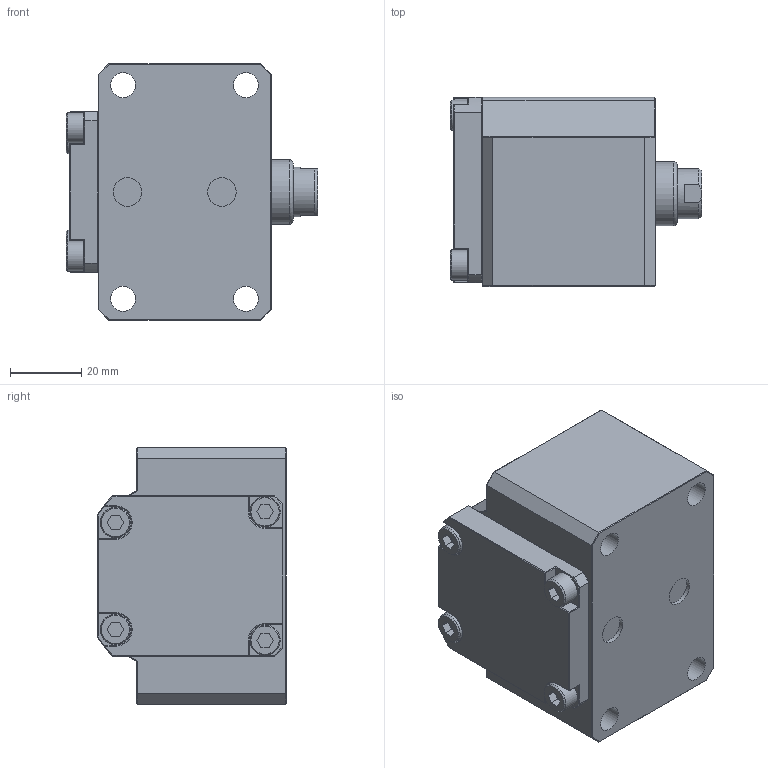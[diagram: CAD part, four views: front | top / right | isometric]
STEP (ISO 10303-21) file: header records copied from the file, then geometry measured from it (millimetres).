
FILE_DESCRIPTION(/* description */ ('Unknown'),/* implementation_level */ '2;1');
FILE_NAME(/* name */ 'HP-40-13',/* time_stamp */ '2023-06-01T11:08:07+06:00',/* author */ ('Unknown'),/* organization */ ('Unknown'),/* preprocessor_version */ 'ST-DEVELOPER v16.7',/* originating_system */ 'DEX',/* authorisation */ $);
FILE_SCHEMA (('AUTOMOTIVE_DESIGN {1 0 10303 214 3 1 1}'));
Length unit declared in the file: millimetre
Products named in the file (5): Hyd._Pusher-cyl-bore-40-stroke-13mm_asm; BODY-BORE-40-S-13; PISTON-BORE-40-S-13; BOTTOM-CAP-B40; M5X12_1
Assembly tree (7 placements, depth 2):
  Hyd._Pusher-cyl-bore-40-stroke-13mm_asm
    BODY-BORE-40-S-13
    PISTON-BORE-40-S-13
    BOTTOM-CAP-B40
    M5X12_1  x4
Bounding box: 70.7 x 53 x 72 mm (x, y, z)
Volume: 192854.6 mm3; surface area: 34269.2 mm2
Topology: 7 solids, 7 shells, 206 faces, 485 edges, 305 vertices
Faces by surface type: plane 136, cylinder 35, cone 33, torus 2
Full cylindrical faces by diameter (mm): 4.2 x4, 5 x4, 5.5 x4, 6.8 x1, 7 x4, 8 x2, 8.5 x4, 14 x1, 18 x1
Entity records: 4600 total; most frequent: DIRECTION 798, CARTESIAN_POINT 761, ORIENTED_EDGE 692, EDGE_CURVE 346, AXIS2_PLACEMENT_3D 282, LINE 234, VECTOR 234, VERTEX_POINT 231
